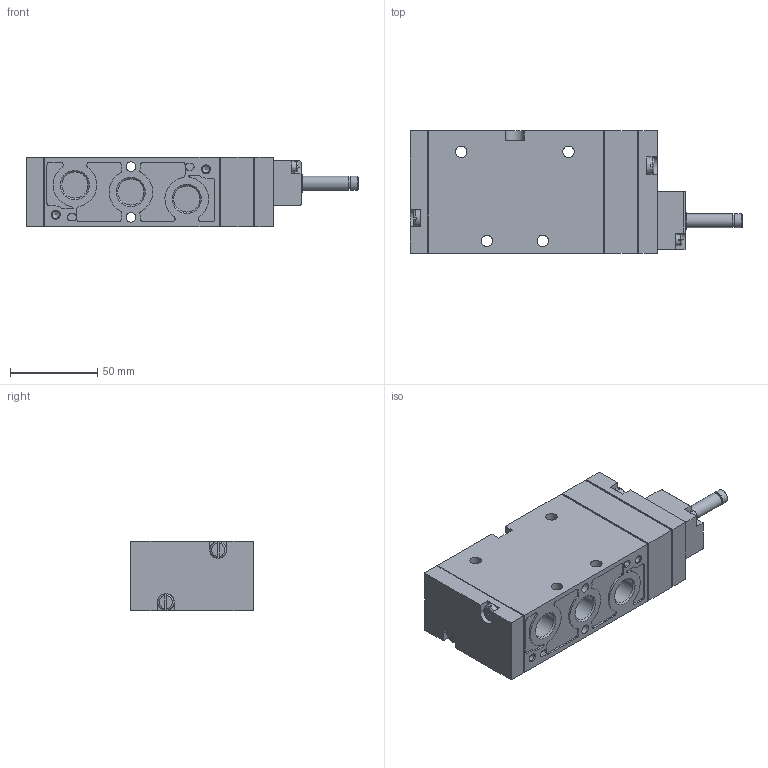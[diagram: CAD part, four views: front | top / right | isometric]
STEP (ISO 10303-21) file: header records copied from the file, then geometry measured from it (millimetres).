
FILE_DESCRIPTION(/* description */ ('STEP AP214'),/* implementation_level */ '2;1');
FILE_NAME(/* name */ '33181_MFH-5-3_8-L-S-B',/* time_stamp */ '2024-09-05T10:18:30+02:00',/* author */ ('License CC BY-ND 4.0'),/* organization */ ('CADENAS'),/* preprocessor_version */ 'ST-DEVELOPER v19.3',/* originating_system */ 'PARTsolutions',/* authorisation */ ' ');
FILE_SCHEMA (('AUTOMOTIVE_DESIGN {1 0 10303 214 3 1 1}'));
Length unit declared in the file: millimetre
Products named in the file (1): 33181 MFH-5-3/8-L-S-B
Bounding box: 190 x 70 x 40 mm (x, y, z)
Volume: 373207 mm3; surface area: 54482.9 mm2
Topology: 1 solids, 1 shells, 304 faces, 790 edges, 523 vertices
Faces by surface type: plane 161, cylinder 111, cone 20, torus 12
Full cylindrical faces by diameter (mm): 4 x1, 4.134 x3, 5.5 x2, 6.5 x4, 7 x1, 8 x2, 8.566 x2, 10 x1, 14.95 x5
Entity records: 9190 total; most frequent: CARTESIAN_POINT 1732, DIRECTION 1574, ORIENTED_EDGE 1474, EDGE_CURVE 737, AXIS2_PLACEMENT_3D 584, VERTEX_POINT 514, LINE 406, VECTOR 406
